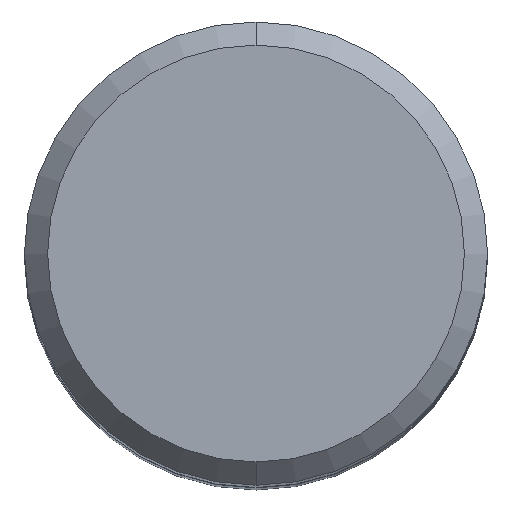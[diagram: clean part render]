
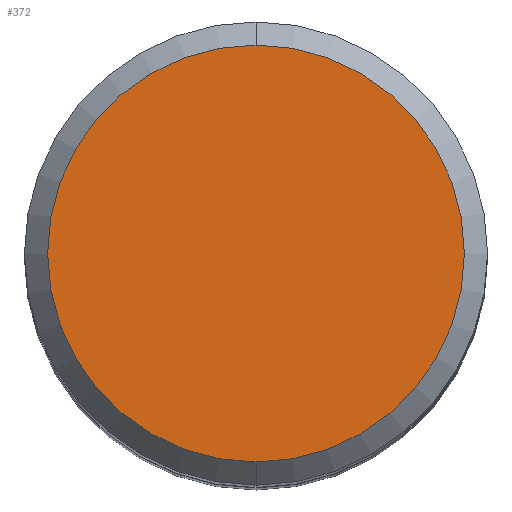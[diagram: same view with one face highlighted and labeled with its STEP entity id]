
A CAD part, top view. The second image highlights one B-rep face of the part: STEP entity #372.
In plain terms, the highlighted planar face has unit normal (0, 0, 1).
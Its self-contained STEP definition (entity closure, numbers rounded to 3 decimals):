
#268=EDGE_CURVE('',#458,#480,#633,.T.);
#350=EDGE_CURVE('',#480,#458,#724,.T.);
#372=ADVANCED_FACE('',(#750),#751,.T.);
#458=VERTEX_POINT('',#843);
#480=VERTEX_POINT('',#869);
#633=CIRCLE('',#1185,9.0);
#724=CIRCLE('',#1377,9.0);
#750=FACE_OUTER_BOUND('',#1414,.T.);
#751=PLANE('',#1415);
#843=CARTESIAN_POINT('',(0.,-9.0,50.0));
#869=CARTESIAN_POINT('',(0.0,9.0,50.0));
#1185=AXIS2_PLACEMENT_3D('',#1904,#1905,#1906);
#1377=AXIS2_PLACEMENT_3D('',#2012,#2013,#2014);
#1414=EDGE_LOOP('',(#2043,#2044));
#1415=AXIS2_PLACEMENT_3D('',#2045,#2046,#2047);
#1904=CARTESIAN_POINT('',(0.0,0.0,50.0));
#1905=DIRECTION('',(0.0,0.0,-1.0));
#1906=DIRECTION('',(0.0,1.0,0.0));
#2012=CARTESIAN_POINT('',(0.0,0.0,50.0));
#2013=DIRECTION('',(0.0,0.0,-1.0));
#2014=DIRECTION('',(0.0,1.0,0.0));
#2043=ORIENTED_EDGE('',*,*,#350,.F.);
#2044=ORIENTED_EDGE('',*,*,#268,.F.);
#2045=CARTESIAN_POINT('',(0.0,4.5,50.0));
#2046=DIRECTION('',(0.0,0.0,1.0));
#2047=DIRECTION('',(0.0,-1.0,0.0));
